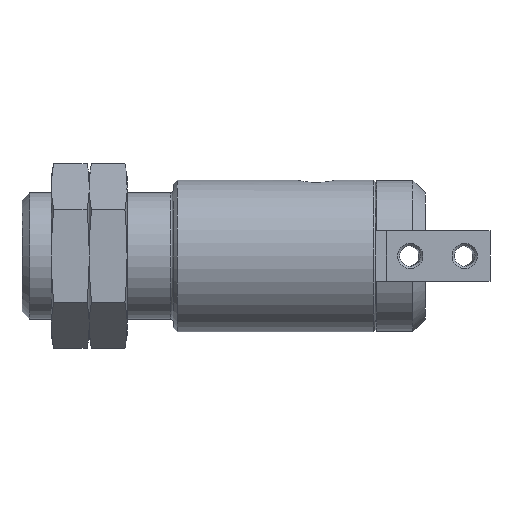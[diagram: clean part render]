
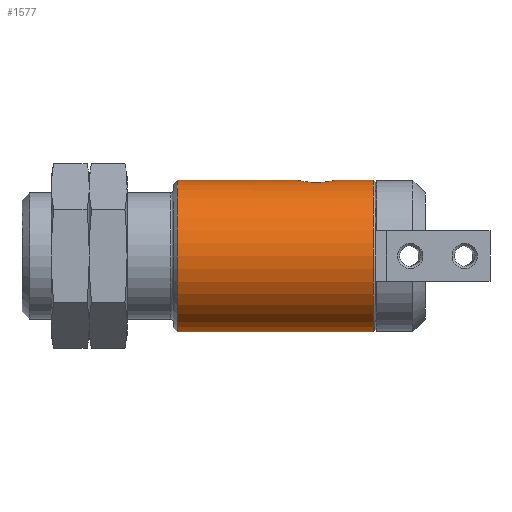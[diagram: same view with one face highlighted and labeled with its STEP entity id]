
A CAD part, left-side view. The second image highlights one B-rep face of the part: STEP entity #1577.
In plain terms, the highlighted cylindrical face has radius 9 mm (diameter 18 mm), a full revolution.
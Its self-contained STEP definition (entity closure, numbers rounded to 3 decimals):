
#266=B_SPLINE_CURVE_WITH_KNOTS('',3,(#2336,#2337,#2338,#2339,#2340,#2341,
#2342,#2343,#2344,#2345,#2346),.UNSPECIFIED.,.T.,.F.,(1,1,1,1,1,1,1,1,1,
1,1,1,1,1,1),(-0.005,-0.003,-0.002,
0.,0.002,0.003,0.005,0.007,
0.008,0.01,0.012,0.013,
0.015,0.017,0.019),.UNSPECIFIED.);
#340=ORIENTED_EDGE('',*,*,#666,.F.);
#341=ORIENTED_EDGE('',*,*,#667,.T.);
#342=ORIENTED_EDGE('',*,*,#665,.T.);
#665=EDGE_CURVE('',#827,#827,#932,.T.);
#666=EDGE_CURVE('',#828,#828,#933,.T.);
#667=EDGE_CURVE('',#829,#829,#266,.T.);
#827=VERTEX_POINT('',#2332);
#828=VERTEX_POINT('',#2335);
#829=VERTEX_POINT('',#2347);
#932=CIRCLE('',#1696,9.);
#933=CIRCLE('',#1698,9.);
#997=EDGE_LOOP('',(#340));
#998=EDGE_LOOP('',(#341));
#999=EDGE_LOOP('',(#342));
#1121=FACE_BOUND('',#997,.T.);
#1122=FACE_BOUND('',#998,.T.);
#1123=FACE_BOUND('',#999,.T.);
#1224=CYLINDRICAL_SURFACE('',#1697,9.);
#1577=ADVANCED_FACE('',(#1121,#1122,#1123),#1224,.T.);
#1696=AXIS2_PLACEMENT_3D('',#2331,#1887,#1888);
#1697=AXIS2_PLACEMENT_3D('',#2333,#1889,#1890);
#1698=AXIS2_PLACEMENT_3D('',#2334,#1891,#1892);
#1887=DIRECTION('',(0.,-1.,0.));
#1888=DIRECTION('',(0.,0.,-1.));
#1889=DIRECTION('',(0.,-1.,0.));
#1890=DIRECTION('',(0.,0.,-1.));
#1891=DIRECTION('',(0.,-1.,0.));
#1892=DIRECTION('',(0.,0.,-1.));
#2331=CARTESIAN_POINT('',(0.,37.001,0.));
#2332=CARTESIAN_POINT('',(0.,37.001,-9.));
#2333=CARTESIAN_POINT('',(0.,7.5,0.));
#2334=CARTESIAN_POINT('',(0.,13.7,0.));
#2335=CARTESIAN_POINT('',(0.,13.7,-9.));
#2336=CARTESIAN_POINT('',(1.683,22.185,8.872));
#2337=CARTESIAN_POINT('',(2.383,20.499,8.673));
#2338=CARTESIAN_POINT('',(1.683,18.814,8.872));
#2339=CARTESIAN_POINT('',(0.002,18.117,9.064));
#2340=CARTESIAN_POINT('',(-1.685,18.815,8.872));
#2341=CARTESIAN_POINT('',(-2.381,20.498,8.674));
#2342=CARTESIAN_POINT('',(-1.686,22.182,8.871));
#2343=CARTESIAN_POINT('',(-0.001,22.881,9.064));
#2344=CARTESIAN_POINT('',(1.683,22.185,8.872));
#2345=CARTESIAN_POINT('',(2.383,20.499,8.673));
#2346=CARTESIAN_POINT('',(1.683,18.814,8.872));
#2347=CARTESIAN_POINT('',(2.15,20.499,8.74));
